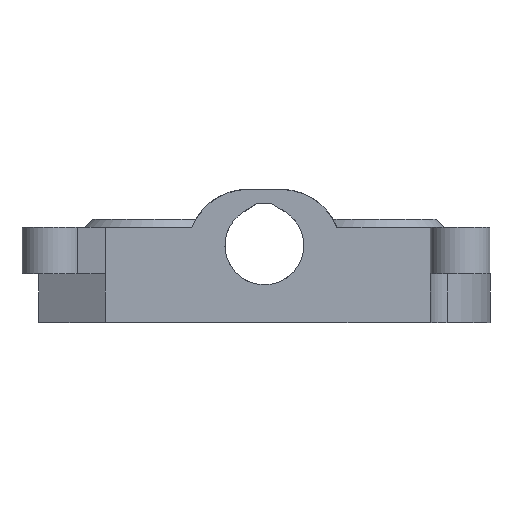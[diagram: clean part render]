
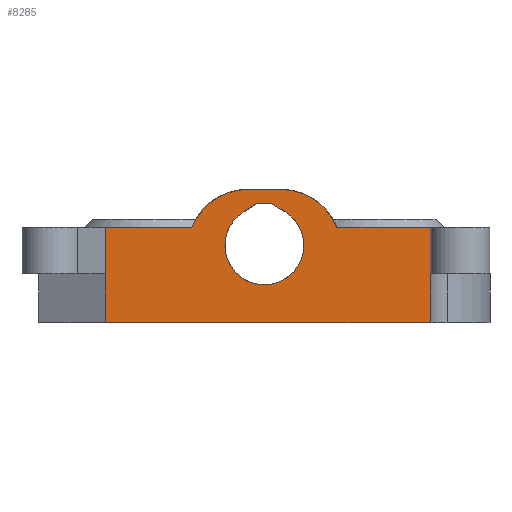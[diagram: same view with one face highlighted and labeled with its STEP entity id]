
A CAD part, front view. The second image highlights one B-rep face of the part: STEP entity #8285.
In plain terms, the highlighted planar face has unit normal (0, -1, 0).
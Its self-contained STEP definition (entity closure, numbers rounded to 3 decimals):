
#921=LINE('',#9808,#1449);
#1292=LINE('',#15730,#1820);
#1362=LINE('',#17073,#1890);
#1365=LINE('',#17078,#1893);
#1367=LINE('',#17082,#1895);
#1409=LINE('',#17461,#1937);
#1413=LINE('',#17482,#1941);
#1423=LINE('',#17531,#1951);
#1427=LINE('',#17546,#1955);
#1436=LINE('',#17567,#1964);
#1437=LINE('',#17569,#1965);
#1449=VECTOR('',#8658,10.);
#1820=VECTOR('',#9151,10.);
#1890=VECTOR('',#9431,10.);
#1893=VECTOR('',#9436,10.);
#1895=VECTOR('',#9440,10.);
#1937=VECTOR('',#9636,10.);
#1941=VECTOR('',#9652,10.);
#1951=VECTOR('',#9704,10.);
#1955=VECTOR('',#9720,10.);
#1964=VECTOR('',#9749,10.);
#1965=VECTOR('',#9752,10.);
#2060=FACE_BOUND('',#2998,.T.);
#2505=FACE_OUTER_BOUND('',#2997,.T.);
#2997=EDGE_LOOP('',(#7708,#7709,#7710,#7711,#7712,#7713,#7714,#7715,#7716,
#7717));
#2998=EDGE_LOOP('',(#7718,#7719,#7720,#7721));
#3093=CIRCLE('',#8525,7.25);
#3114=CIRCLE('',#8567,11.142);
#3120=CIRCLE('',#8575,11.142);
#3149=VERTEX_POINT('',#9805);
#3150=VERTEX_POINT('',#9807);
#3735=VERTEX_POINT('',#15727);
#3736=VERTEX_POINT('',#15729);
#3886=VERTEX_POINT('',#17070);
#3887=VERTEX_POINT('',#17072);
#3888=VERTEX_POINT('',#17076);
#3889=VERTEX_POINT('',#17080);
#3937=VERTEX_POINT('',#17458);
#3938=VERTEX_POINT('',#17460);
#3939=VERTEX_POINT('',#17474);
#3941=VERTEX_POINT('',#17481);
#3951=VERTEX_POINT('',#17529);
#3956=VERTEX_POINT('',#17545);
#3980=EDGE_CURVE('',#3150,#3149,#921,.T.);
#4851=EDGE_CURVE('',#3735,#3736,#1292,.T.);
#5065=EDGE_CURVE('',#3887,#3886,#1362,.T.);
#5068=EDGE_CURVE('',#3886,#3888,#1365,.T.);
#5070=EDGE_CURVE('',#3888,#3889,#1367,.T.);
#5131=EDGE_CURVE('',#3889,#3887,#3093,.T.);
#5169=EDGE_CURVE('',#3938,#3937,#1409,.T.);
#5173=EDGE_CURVE('',#3939,#3938,#3114,.T.);
#5177=EDGE_CURVE('',#3941,#3939,#1413,.T.);
#5184=EDGE_CURVE('',#3937,#3150,#3120,.T.);
#5197=EDGE_CURVE('',#3735,#3951,#1423,.T.);
#5204=EDGE_CURVE('',#3736,#3956,#1427,.T.);
#5215=EDGE_CURVE('',#3951,#3941,#1436,.T.);
#5216=EDGE_CURVE('',#3956,#3149,#1437,.T.);
#7708=ORIENTED_EDGE('',*,*,#3980,.T.);
#7709=ORIENTED_EDGE('',*,*,#5216,.F.);
#7710=ORIENTED_EDGE('',*,*,#5204,.F.);
#7711=ORIENTED_EDGE('',*,*,#4851,.F.);
#7712=ORIENTED_EDGE('',*,*,#5197,.T.);
#7713=ORIENTED_EDGE('',*,*,#5215,.T.);
#7714=ORIENTED_EDGE('',*,*,#5177,.T.);
#7715=ORIENTED_EDGE('',*,*,#5173,.T.);
#7716=ORIENTED_EDGE('',*,*,#5169,.T.);
#7717=ORIENTED_EDGE('',*,*,#5184,.T.);
#7718=ORIENTED_EDGE('',*,*,#5065,.T.);
#7719=ORIENTED_EDGE('',*,*,#5068,.T.);
#7720=ORIENTED_EDGE('',*,*,#5070,.T.);
#7721=ORIENTED_EDGE('',*,*,#5131,.T.);
#7839=PLANE('',#8608);
#8285=ADVANCED_FACE('',(#2505,#2060),#7839,.T.);
#8525=AXIS2_PLACEMENT_3D('',#17363,#9542,#9543);
#8567=AXIS2_PLACEMENT_3D('',#17475,#9643,#9644);
#8575=AXIS2_PLACEMENT_3D('',#17501,#9663,#9664);
#8608=AXIS2_PLACEMENT_3D('',#17568,#9750,#9751);
#8658=DIRECTION('',(-1.,0.,0.));
#9151=DIRECTION('',(-1.,0.,0.));
#9431=DIRECTION('',(0.852,0.,0.524));
#9436=DIRECTION('',(1.,0.,0.));
#9440=DIRECTION('',(0.852,0.,-0.524));
#9542=DIRECTION('center_axis',(0.,1.,0.));
#9543=DIRECTION('ref_axis',(-1.,0.,0.));
#9636=DIRECTION('',(-1.,0.,0.));
#9643=DIRECTION('center_axis',(0.,-1.,0.));
#9644=DIRECTION('ref_axis',(0.928,0.,0.372));
#9652=DIRECTION('',(-1.,0.,0.));
#9663=DIRECTION('center_axis',(0.,-1.,0.));
#9664=DIRECTION('ref_axis',(0.,0.,1.));
#9704=DIRECTION('',(0.,0.,1.));
#9720=DIRECTION('',(0.,0.,1.));
#9749=DIRECTION('',(0.,0.,1.));
#9750=DIRECTION('center_axis',(0.,-1.,0.));
#9751=DIRECTION('ref_axis',(1.,0.,0.));
#9752=DIRECTION('',(0.,0.,1.));
#9805=CARTESIAN_POINT('',(-29.242,-23.,17.5));
#9807=CARTESIAN_POINT('',(-13.344,-23.,17.5));
#9808=CARTESIAN_POINT('',(-39.269,-23.,17.5));
#15727=CARTESIAN_POINT('',(30.5,-23.,0.));
#15729=CARTESIAN_POINT('',(-29.242,-23.,0.));
#15730=CARTESIAN_POINT('',(30.5,-23.,0.));
#17070=CARTESIAN_POINT('',(-1.2,-23.,21.974));
#17072=CARTESIAN_POINT('',(-3.8,-23.,20.374));
#17073=CARTESIAN_POINT('',(-16.274,-23.,12.698));
#17076=CARTESIAN_POINT('',(1.2,-23.,21.974));
#17078=CARTESIAN_POINT('',(-14.021,-23.,21.974));
#17080=CARTESIAN_POINT('',(3.8,-23.,20.374));
#17082=CARTESIAN_POINT('',(-3.635,-23.,24.95));
#17363=CARTESIAN_POINT('Origin',(0.,-23.,
14.2));
#17458=CARTESIAN_POINT('',(-3.,-23.,24.5));
#17460=CARTESIAN_POINT('',(3.,-23.,24.5));
#17461=CARTESIAN_POINT('',(-16.121,-23.,24.5));
#17474=CARTESIAN_POINT('',(13.344,-23.,17.5));
#17475=CARTESIAN_POINT('Origin',(3.,-23.,13.358));
#17481=CARTESIAN_POINT('',(30.5,-23.,17.5));
#17482=CARTESIAN_POINT('',(-7.949,-23.,17.5));
#17501=CARTESIAN_POINT('Origin',(-3.,-23.,13.358));
#17529=CARTESIAN_POINT('',(30.5,-23.,9.));
#17531=CARTESIAN_POINT('',(30.5,-23.,0.));
#17545=CARTESIAN_POINT('',(-29.242,-23.,9.));
#17546=CARTESIAN_POINT('',(-29.242,-23.,0.));
#17567=CARTESIAN_POINT('',(30.5,-23.,0.));
#17568=CARTESIAN_POINT('Origin',(-29.242,-23.,0.));
#17569=CARTESIAN_POINT('',(-29.242,-23.,0.));
